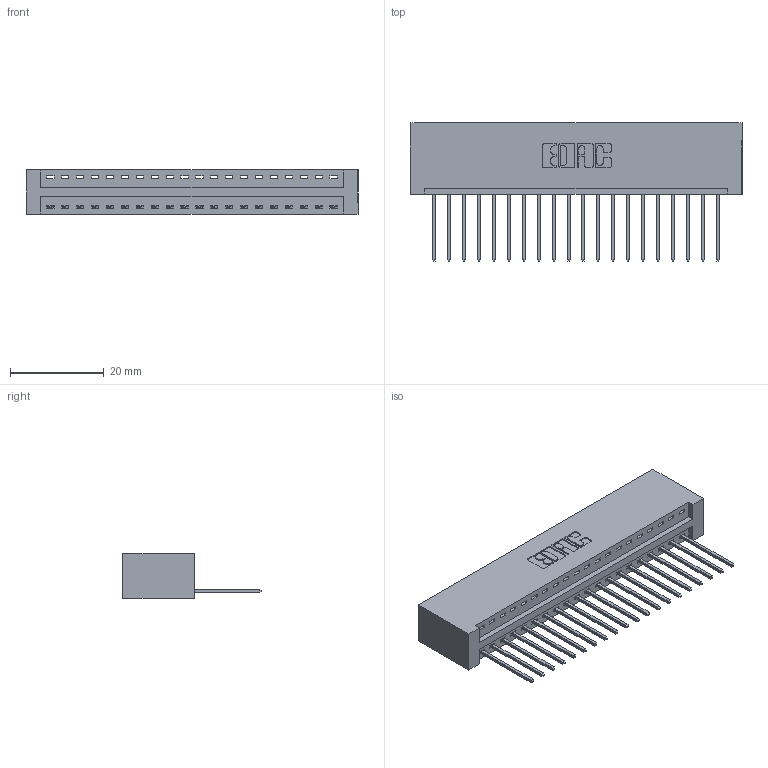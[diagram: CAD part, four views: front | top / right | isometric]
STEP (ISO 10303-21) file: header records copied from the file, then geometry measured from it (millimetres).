
FILE_DESCRIPTION (( 'STEP AP203' ), '1' );
FILE_NAME ('346-020-540-101.STEP', '2022-05-05T16:46:04', ( '' ), ( '' ), 'SwSTEP 2.0', 'SolidWorks 2020', '' );
FILE_SCHEMA (( 'CONFIG_CONTROL_DESIGN' ));
Length unit declared in the file: inch
Products named in the file (3): 346 Part_No Mounting Lugs; 345-292-001_345-293-140; 346-020-540-101
Assembly tree (21 placements, depth 2):
  346-020-540-101
    346 Part_No Mounting Lugs
    345-292-001_345-293-140  x20
Bounding box: 70.74 x 29.46 x 9.4 mm (x, y, z)
Volume: 7196.2 mm3; surface area: 9029.8 mm2
Topology: 21 solids, 21 shells, 1274 faces, 3825 edges, 2522 vertices
Faces by surface type: plane 872, cylinder 402
Entity records: 15115 total; most frequent: CARTESIAN_POINT 2604, ORIENTED_EDGE 2558, DIRECTION 2319, EDGE_CURVE 1279, LINE 1075, VECTOR 1075, VERTEX_POINT 850, AXIS2_PLACEMENT_3D 622
